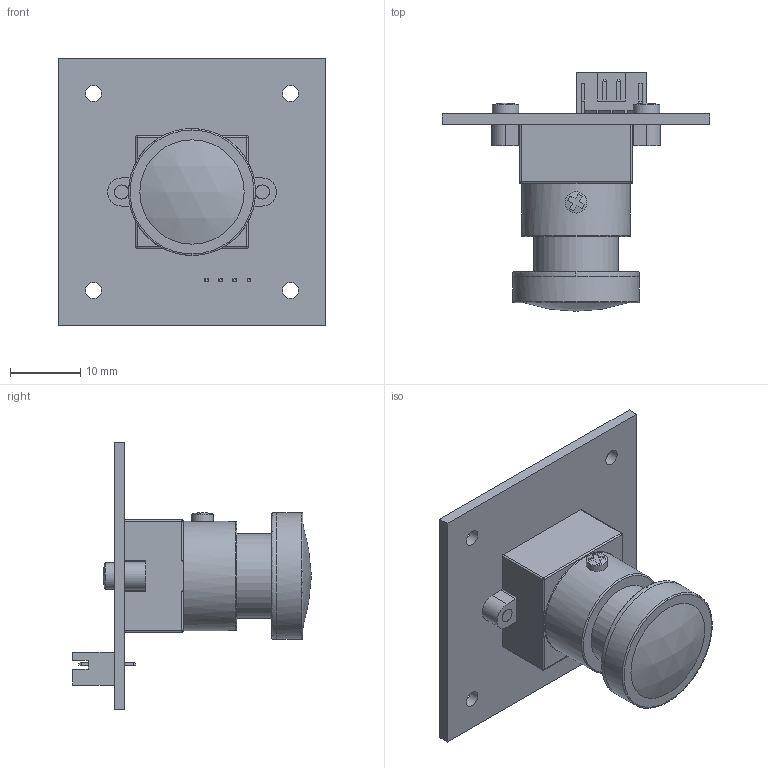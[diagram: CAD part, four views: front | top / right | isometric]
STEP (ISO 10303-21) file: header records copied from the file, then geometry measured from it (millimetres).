
FILE_DESCRIPTION(/* description */ (''),/* implementation_level */ '2;1');
FILE_NAME(/* name */ 'Camera.step',/* time_stamp */ '2026-01-23T16:19:48-05:00',/* author */ (''),/* organization */ (''),/* preprocessor_version */ 'ST-DEVELOPER v20.1',/* originating_system */ 'Autodesk Translation Framework v14.21.0.0',/* authorisation */ '');
FILE_SCHEMA (('AUTOMOTIVE_DESIGN { 1 0 10303 214 3 1 1 }'));
Length unit declared in the file: millimetre
Products named in the file (3): 2026-01-23-14-27-15-822; 2026-01-05-00-53-11-420; 2026-01-05-00-53-11-420_1
Assembly tree (2 placements, depth 2):
  2026-01-23-14-27-15-822
    2026-01-05-00-53-11-420
    2026-01-05-00-53-11-420_1
Bounding box: 38 x 33.89 x 38 mm (x, y, z)
Volume: 7740.7 mm3; surface area: 5380.6 mm2
Topology: 5 solids, 9 shells, 277 faces, 676 edges, 423 vertices
Faces by surface type: plane 215, cylinder 31, bspline 16, sphere 8, torus 7
Full cylindrical faces by diameter (mm): 1.8 x1, 2 x4, 2.3 x4, 3.04 x1, 3.8 x2, 12 x1, 15.5 x1, 18 x1
Entity records: 10006 total; most frequent: CARTESIAN_POINT 3436, ORIENTED_EDGE 1344, DIRECTION 1277, EDGE_CURVE 672, LINE 519, VECTOR 519, VERTEX_POINT 423, AXIS2_PLACEMENT_3D 379
